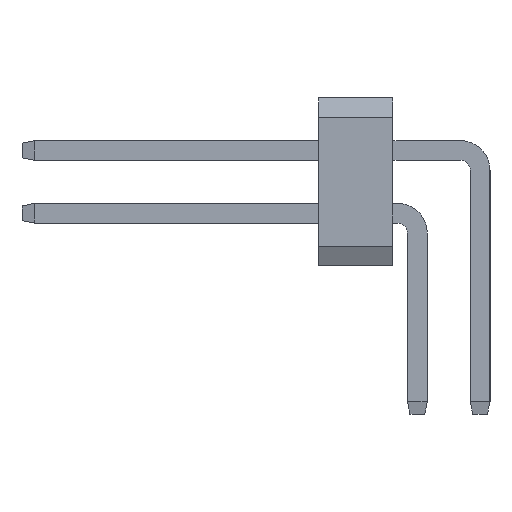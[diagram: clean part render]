
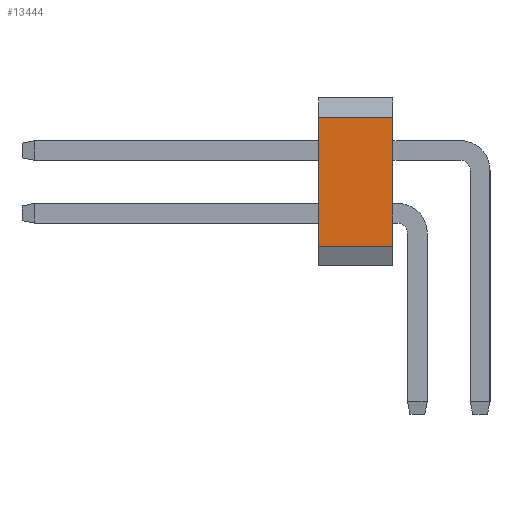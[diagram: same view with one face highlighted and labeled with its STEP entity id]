
A CAD part, left-side view. The second image highlights one B-rep face of the part: STEP entity #13444.
In plain terms, the highlighted planar face has unit normal (-1, 0, 0).
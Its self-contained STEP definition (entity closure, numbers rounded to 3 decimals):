
#833=DIRECTION('',(0.,0.,1.));
#834=VECTOR('',#833,2.6);
#835=CARTESIAN_POINT('',(-9.525,0.,-1.3));
#836=LINE('',#835,#834);
#1897=DIRECTION('',(0.,0.,1.));
#1898=VECTOR('',#1897,2.6);
#1899=CARTESIAN_POINT('',(-9.525,1.5,-1.3));
#1900=LINE('',#1899,#1898);
#2381=DIRECTION('',(0.,1.,0.));
#2382=VECTOR('',#2381,1.5);
#2383=CARTESIAN_POINT('',(-9.525,0.,-1.3));
#2384=LINE('',#2383,#2382);
#2385=DIRECTION('',(0.,1.,0.));
#2386=VECTOR('',#2385,1.5);
#2387=CARTESIAN_POINT('',(-9.525,0.,1.3));
#2388=LINE('',#2387,#2386);
#9405=CARTESIAN_POINT('',(-9.525,0.,-1.3));
#9407=VERTEX_POINT('',#9405);
#9410=CARTESIAN_POINT('',(-9.525,0.,1.3));
#9412=VERTEX_POINT('',#9410);
#9413=CARTESIAN_POINT('',(-9.525,1.5,-1.3));
#9415=VERTEX_POINT('',#9413);
#9418=CARTESIAN_POINT('',(-9.525,1.5,1.3));
#9420=VERTEX_POINT('',#9418);
#13432=CARTESIAN_POINT('',(-9.525,0.,-1.7));
#13433=DIRECTION('',(-1.,0.,0.));
#13434=DIRECTION('',(0.,0.,1.));
#13435=AXIS2_PLACEMENT_3D('',#13432,#13433,#13434);
#13436=PLANE('',#13435);
#13437=ORIENTED_EDGE('',*,*,#13427,.T.);
#13438=ORIENTED_EDGE('',*,*,#13114,.T.);
#13440=ORIENTED_EDGE('',*,*,#13439,.F.);
#13441=ORIENTED_EDGE('',*,*,#12094,.F.);
#13442=EDGE_LOOP('',(#13437,#13438,#13440,#13441));
#13443=FACE_OUTER_BOUND('',#13442,.F.);
#12094=EDGE_CURVE('',#9407,#9412,#836,.T.);
#13114=EDGE_CURVE('',#9415,#9420,#1900,.T.);
#13427=EDGE_CURVE('',#9407,#9415,#2384,.T.);
#13439=EDGE_CURVE('',#9412,#9420,#2388,.T.);
#13444=ADVANCED_FACE('',(#13443),#13436,.T.);
